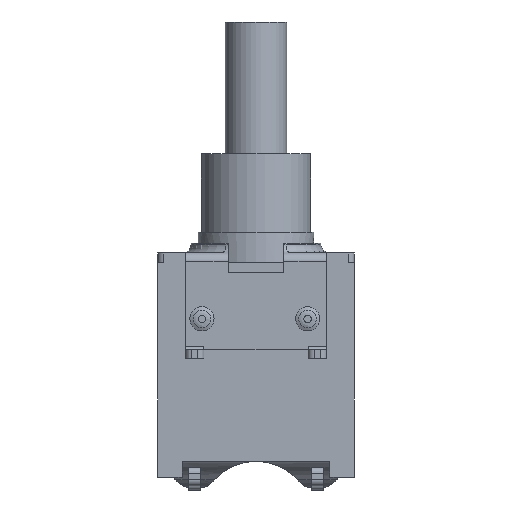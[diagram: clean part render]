
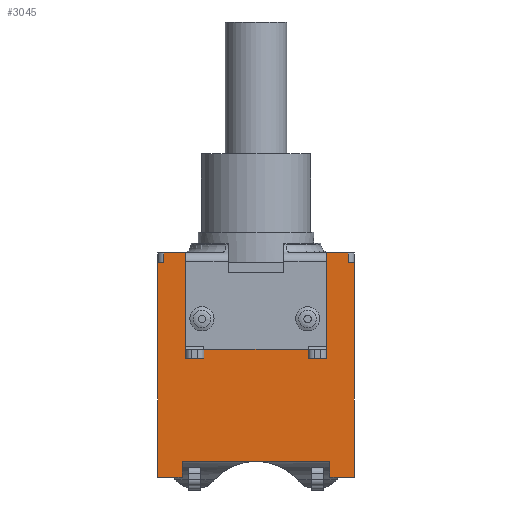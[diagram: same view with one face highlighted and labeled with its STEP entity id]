
A CAD part, front view. The second image highlights one B-rep face of the part: STEP entity #3045.
In plain terms, the highlighted planar face has unit normal (0, -1, 0).
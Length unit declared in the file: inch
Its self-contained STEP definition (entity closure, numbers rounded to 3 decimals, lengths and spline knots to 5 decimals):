
#1013=CARTESIAN_POINT('',(-0.11496,-0.1,0.18013));
#1014=VERTEX_POINT('',#1013);
#1015=CARTESIAN_POINT('',(-0.11496,-0.1,0.33918));
#1016=VERTEX_POINT('',#1015);
#1017=CARTESIAN_POINT('',(-0.11496,-0.1,0.18013));
#1018=DIRECTION('',(0.0,0.0,1.0));
#1019=VECTOR('',#1018,0.15906);
#1020=LINE('',#1017,#1019);
#1021=EDGE_CURVE('',#1014,#1016,#1020,.T.);
#1338=CARTESIAN_POINT('',(0.11496,-0.1,0.33918));
#1339=VERTEX_POINT('',#1338);
#1346=CARTESIAN_POINT('',(0.1502,-0.1,0.33918));
#1347=VERTEX_POINT('',#1346);
#1348=CARTESIAN_POINT('',(0.1502,-0.1,0.33918));
#1349=DIRECTION('',(-1.0,0.0,0.0));
#1350=VECTOR('',#1349,0.03524);
#1351=LINE('',#1348,#1350);
#1352=EDGE_CURVE('',#1347,#1339,#1351,.T.);
#1721=CARTESIAN_POINT('',(-0.1502,-0.1,0.33918));
#1722=VERTEX_POINT('',#1721);
#1730=CARTESIAN_POINT('',(-0.11496,-0.1,0.33918));
#1731=DIRECTION('',(-1.0,0.0,0.0));
#1732=VECTOR('',#1731,0.03524);
#1733=LINE('',#1730,#1732);
#1734=EDGE_CURVE('',#1016,#1722,#1733,.T.);
#2218=CARTESIAN_POINT('',(0.08504,-0.1,0.18209));
#2219=VERTEX_POINT('',#2218);
#2226=CARTESIAN_POINT('',(0.08504,-0.1,0.18013));
#2227=VERTEX_POINT('',#2226);
#2228=CARTESIAN_POINT('',(0.08504,-0.1,0.18013));
#2229=DIRECTION('',(0.0,0.0,1.0));
#2230=VECTOR('',#2229,0.00197);
#2231=LINE('',#2228,#2230);
#2232=EDGE_CURVE('',#2227,#2219,#2231,.T.);
#2330=CARTESIAN_POINT('',(0.11496,-0.1,0.18013));
#2331=VERTEX_POINT('',#2330);
#2332=CARTESIAN_POINT('',(0.11496,-0.1,0.33918));
#2333=DIRECTION('',(0.0,0.0,-1.0));
#2334=VECTOR('',#2333,0.15906);
#2335=LINE('',#2332,#2334);
#2336=EDGE_CURVE('',#1339,#2331,#2335,.T.);
#2579=CARTESIAN_POINT('',(-0.08504,-0.1,0.18013));
#2580=VERTEX_POINT('',#2579);
#2581=CARTESIAN_POINT('',(-0.08504,-0.1,0.18013));
#2582=DIRECTION('',(-1.0,0.0,0.0));
#2583=VECTOR('',#2582,0.02992);
#2584=LINE('',#2581,#2583);
#2585=EDGE_CURVE('',#2580,#1014,#2584,.T.);
#2606=CARTESIAN_POINT('',(-0.08504,-0.1,0.18209));
#2607=VERTEX_POINT('',#2606);
#2608=CARTESIAN_POINT('',(-0.08504,-0.1,0.18209));
#2609=DIRECTION('',(0.0,0.0,-1.0));
#2610=VECTOR('',#2609,0.00197);
#2611=LINE('',#2608,#2610);
#2612=EDGE_CURVE('',#2607,#2580,#2611,.T.);
#2644=CARTESIAN_POINT('',(0.11496,-0.1,0.18013));
#2645=DIRECTION('',(-1.0,0.0,0.0));
#2646=VECTOR('',#2645,0.02992);
#2647=LINE('',#2644,#2646);
#2648=EDGE_CURVE('',#2331,#2227,#2647,.T.);
#2716=CARTESIAN_POINT('',(0.08504,-0.1,0.18209));
#2717=DIRECTION('',(-1.0,0.0,0.0));
#2718=VECTOR('',#2717,0.17008);
#2719=LINE('',#2716,#2718);
#2720=EDGE_CURVE('',#2219,#2607,#2719,.T.);
#2797=CARTESIAN_POINT('',(0.1502,-0.1,0.32343));
#2798=VERTEX_POINT('',#2797);
#2799=CARTESIAN_POINT('',(0.1502,-0.1,0.33918));
#2800=DIRECTION('',(0.0,0.0,-1.0));
#2801=VECTOR('',#2800,0.01575);
#2802=LINE('',#2799,#2801);
#2803=EDGE_CURVE('',#1347,#2798,#2802,.T.);
#2837=CARTESIAN_POINT('',(-0.1502,-0.1,0.32343));
#2838=VERTEX_POINT('',#2837);
#2846=CARTESIAN_POINT('',(-0.1502,-0.1,0.32343));
#2847=DIRECTION('',(0.0,0.0,1.0));
#2848=VECTOR('',#2847,0.01575);
#2849=LINE('',#2846,#2848);
#2850=EDGE_CURVE('',#2838,#1722,#2849,.T.);
#2873=CARTESIAN_POINT('',(-0.16004,-0.1,0.32343));
#2874=VERTEX_POINT('',#2873);
#2881=CARTESIAN_POINT('',(-0.1502,-0.1,0.32343));
#2882=DIRECTION('',(-1.0,0.0,0.0));
#2883=VECTOR('',#2882,0.00984);
#2884=LINE('',#2881,#2883);
#2885=EDGE_CURVE('',#2838,#2874,#2884,.T.);
#2919=CARTESIAN_POINT('',(0.16004,-0.1,0.32343));
#2920=VERTEX_POINT('',#2919);
#2921=CARTESIAN_POINT('',(0.16004,-0.1,0.32343));
#2922=DIRECTION('',(-1.0,0.0,0.0));
#2923=VECTOR('',#2922,0.00984);
#2924=LINE('',#2921,#2923);
#2925=EDGE_CURVE('',#2920,#2798,#2924,.T.);
#2971=CARTESIAN_POINT('',(0.17604,-0.1,-0.04485));
#2972=DIRECTION('',(0.0,-1.0,0.0));
#2973=DIRECTION('',(0.0,0.0,-1.0));
#2974=AXIS2_PLACEMENT_3D('',#2971,#2972,#2973);
#2975=PLANE('',#2974);
#2976=ORIENTED_EDGE('',*,*,#2336,.T.);
#2977=ORIENTED_EDGE('',*,*,#2648,.T.);
#2978=ORIENTED_EDGE('',*,*,#2232,.T.);
#2979=ORIENTED_EDGE('',*,*,#2720,.T.);
#2980=ORIENTED_EDGE('',*,*,#2612,.T.);
#2981=ORIENTED_EDGE('',*,*,#2585,.T.);
#2982=ORIENTED_EDGE('',*,*,#1021,.T.);
#2983=ORIENTED_EDGE('',*,*,#1734,.T.);
#2984=ORIENTED_EDGE('',*,*,#2850,.F.);
#2985=ORIENTED_EDGE('',*,*,#2885,.T.);
#2986=CARTESIAN_POINT('',(-0.16004,-0.1,-0.02657));
#2987=VERTEX_POINT('',#2986);
#2988=CARTESIAN_POINT('',(-0.16004,-0.1,-0.02657));
#2989=DIRECTION('',(0.0,0.0,1.0));
#2990=VECTOR('',#2989,0.35);
#2991=LINE('',#2988,#2990);
#2992=EDGE_CURVE('',#2987,#2874,#2991,.T.);
#2993=ORIENTED_EDGE('',*,*,#2992,.F.);
#2994=CARTESIAN_POINT('',(-0.12067,-0.1,-0.02657));
#2995=VERTEX_POINT('',#2994);
#2996=CARTESIAN_POINT('',(-0.12067,-0.1,-0.02657));
#2997=DIRECTION('',(-1.0,0.0,0.0));
#2998=VECTOR('',#2997,0.03937);
#2999=LINE('',#2996,#2998);
#3000=EDGE_CURVE('',#2995,#2987,#2999,.T.);
#3001=ORIENTED_EDGE('',*,*,#3000,.F.);
#3002=CARTESIAN_POINT('',(-0.12067,-0.1,-0.00098));
#3003=VERTEX_POINT('',#3002);
#3004=CARTESIAN_POINT('',(-0.12067,-0.1,-0.02657));
#3005=DIRECTION('',(0.0,0.0,1.0));
#3006=VECTOR('',#3005,0.02559);
#3007=LINE('',#3004,#3006);
#3008=EDGE_CURVE('',#2995,#3003,#3007,.T.);
#3009=ORIENTED_EDGE('',*,*,#3008,.T.);
#3010=CARTESIAN_POINT('',(0.12067,-0.1,-0.00098));
#3011=VERTEX_POINT('',#3010);
#3012=CARTESIAN_POINT('',(-0.12067,-0.1,-0.00098));
#3013=DIRECTION('',(1.0,0.0,0.0));
#3014=VECTOR('',#3013,0.24134);
#3015=LINE('',#3012,#3014);
#3016=EDGE_CURVE('',#3003,#3011,#3015,.T.);
#3017=ORIENTED_EDGE('',*,*,#3016,.T.);
#3018=CARTESIAN_POINT('',(0.12067,-0.1,-0.02657));
#3019=VERTEX_POINT('',#3018);
#3020=CARTESIAN_POINT('',(0.12067,-0.1,-0.00098));
#3021=DIRECTION('',(0.0,0.0,-1.0));
#3022=VECTOR('',#3021,0.02559);
#3023=LINE('',#3020,#3022);
#3024=EDGE_CURVE('',#3011,#3019,#3023,.T.);
#3025=ORIENTED_EDGE('',*,*,#3024,.T.);
#3026=CARTESIAN_POINT('',(0.16004,-0.1,-0.02657));
#3027=VERTEX_POINT('',#3026);
#3028=CARTESIAN_POINT('',(0.16004,-0.1,-0.02657));
#3029=DIRECTION('',(-1.0,0.0,0.0));
#3030=VECTOR('',#3029,0.03937);
#3031=LINE('',#3028,#3030);
#3032=EDGE_CURVE('',#3027,#3019,#3031,.T.);
#3033=ORIENTED_EDGE('',*,*,#3032,.F.);
#3034=CARTESIAN_POINT('',(0.16004,-0.1,-0.02657));
#3035=DIRECTION('',(0.0,0.0,1.0));
#3036=VECTOR('',#3035,0.35);
#3037=LINE('',#3034,#3036);
#3038=EDGE_CURVE('',#3027,#2920,#3037,.T.);
#3039=ORIENTED_EDGE('',*,*,#3038,.T.);
#3040=ORIENTED_EDGE('',*,*,#2925,.T.);
#3041=ORIENTED_EDGE('',*,*,#2803,.F.);
#3042=ORIENTED_EDGE('',*,*,#1352,.T.);
#3043=EDGE_LOOP('',(#2976,#2977,#2978,#2979,#2980,#2981,#2982,#2983,#2984,#2985,#2993,#3001,#3009,#3017,#3025,#3033,#3039,#3040,#3041,#3042));
#3044=FACE_OUTER_BOUND('',#3043,.T.);
#3045=ADVANCED_FACE('',(#3044),#2975,.T.);
